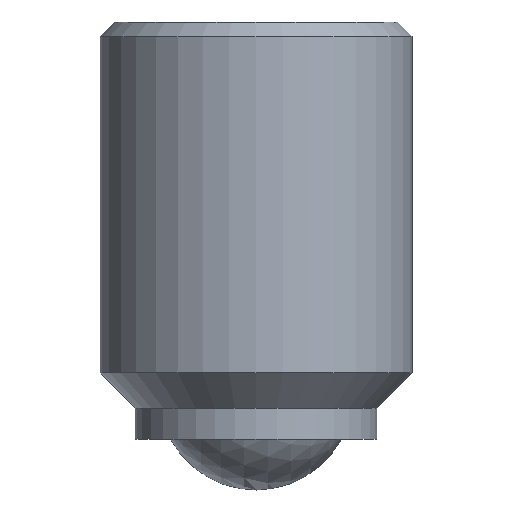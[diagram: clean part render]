
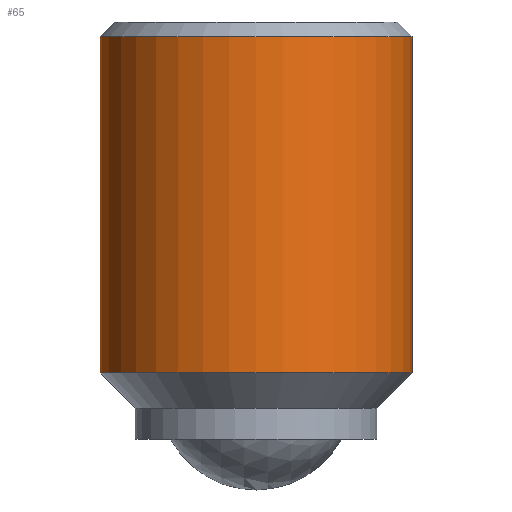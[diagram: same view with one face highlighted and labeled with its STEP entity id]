
A CAD part, front view. The second image highlights one B-rep face of the part: STEP entity #65.
In plain terms, the highlighted cylindrical face has radius 2 mm (diameter 4 mm), a partial arc.
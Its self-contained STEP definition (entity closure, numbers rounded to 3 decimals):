
#65=ADVANCED_FACE('',(#132),#133,.T.);
#132=FACE_OUTER_BOUND('',#207,.T.);
#133=CYLINDRICAL_SURFACE('',#208,2.0);
#207=EDGE_LOOP('',(#289,#290,#291,#292));
#208=AXIS2_PLACEMENT_3D('',#293,#294,#295);
#289=ORIENTED_EDGE('',*,*,#437,.F.);
#290=ORIENTED_EDGE('',*,*,#438,.T.);
#291=ORIENTED_EDGE('',*,*,#439,.F.);
#292=ORIENTED_EDGE('',*,*,#434,.F.);
#293=CARTESIAN_POINT('',(0.,0.0,-2.345));
#294=DIRECTION('',(0.,0.0,-1.0));
#295=DIRECTION('',(1.0,0.0,0.));
#434=EDGE_CURVE('',#503,#505,#506,.T.);
#437=EDGE_CURVE('',#509,#503,#510,.T.);
#438=EDGE_CURVE('',#509,#511,#512,.T.);
#439=EDGE_CURVE('',#505,#511,#513,.T.);
#503=VERTEX_POINT('',#594);
#505=VERTEX_POINT('',#597);
#506=CIRCLE('',#598,2.0);
#509=VERTEX_POINT('',#602);
#510=LINE('',#603,#604);
#511=VERTEX_POINT('',#605);
#512=CIRCLE('',#606,2.0);
#513=LINE('',#607,#608);
#594=CARTESIAN_POINT('',(2.0,0.0,-4.5));
#597=CARTESIAN_POINT('',(-2.0,0.,-4.5));
#598=AXIS2_PLACEMENT_3D('',#756,#757,#758);
#602=CARTESIAN_POINT('',(2.0,0.0,-0.189));
#603=CARTESIAN_POINT('',(2.0,0.,-2.345));
#604=VECTOR('',#760,1.0);
#605=CARTESIAN_POINT('',(-2.0,0.,-0.189));
#606=AXIS2_PLACEMENT_3D('',#761,#762,#763);
#607=CARTESIAN_POINT('',(-2.0,0.,-2.345));
#608=VECTOR('',#764,1.0);
#756=CARTESIAN_POINT('',(0.,0.0,-4.5));
#757=DIRECTION('',(0.,0.0,-1.0));
#758=DIRECTION('',(1.0,0.0,0.));
#760=DIRECTION('',(0.,0.0,-1.0));
#761=CARTESIAN_POINT('',(0.,0.0,-0.189));
#762=DIRECTION('',(0.,0.0,-1.0));
#763=DIRECTION('',(1.0,0.0,0.));
#764=DIRECTION('',(0.,-0.0,1.0));
